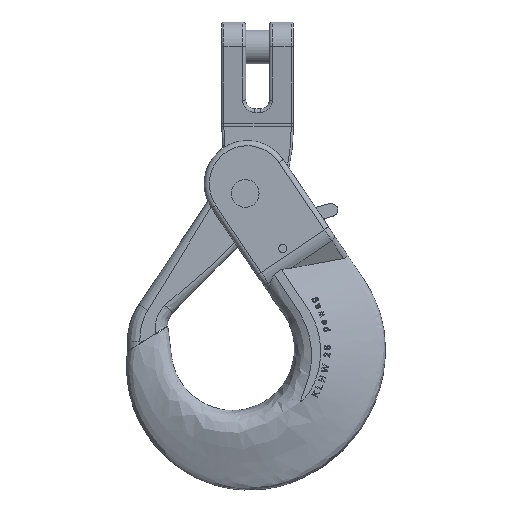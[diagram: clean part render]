
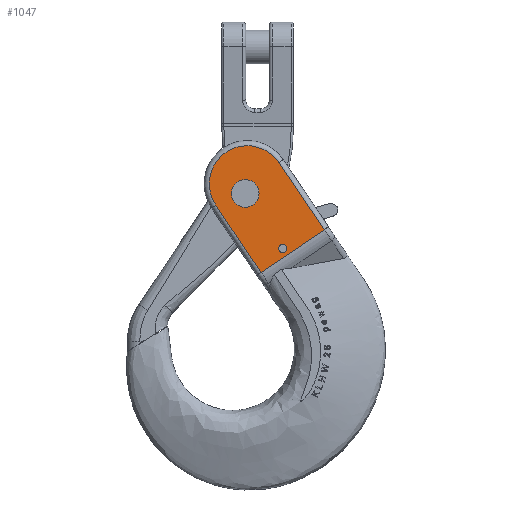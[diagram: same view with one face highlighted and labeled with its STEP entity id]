
A CAD part, top view. The second image highlights one B-rep face of the part: STEP entity #1047.
In plain terms, the highlighted planar face has unit normal (0, 0, 1).
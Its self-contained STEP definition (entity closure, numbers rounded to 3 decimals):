
#1047=ADVANCED_FACE('',(#1376,#1377,#1378),#1250,.T.);
#1250=PLANE('',#5248);
#1376=FACE_BOUND('',#1559,.T.);
#1377=FACE_BOUND('',#1560,.T.);
#1378=FACE_BOUND('',#1561,.T.);
#1559=EDGE_LOOP('',(#2564));
#1560=EDGE_LOOP('',(#2565));
#1561=EDGE_LOOP('',(#2566,#2567,#2568,#2569));
#1845=CIRCLE('',#5234,13.5);
#1847=CIRCLE('',#5237,4.);
#1851=CIRCLE('',#5247,37.176);
#2564=ORIENTED_EDGE('',*,*,#4179,.F.);
#2565=ORIENTED_EDGE('',*,*,#4177,.F.);
#2566=ORIENTED_EDGE('',*,*,#4202,.T.);
#2567=ORIENTED_EDGE('',*,*,#4203,.T.);
#2568=ORIENTED_EDGE('',*,*,#4204,.T.);
#2569=ORIENTED_EDGE('',*,*,#4205,.T.);
#3607=VERTEX_POINT('',#10596);
#3609=VERTEX_POINT('',#10601);
#3626=VERTEX_POINT('',#10698);
#3627=VERTEX_POINT('',#10699);
#3628=VERTEX_POINT('',#10701);
#3629=VERTEX_POINT('',#10703);
#4177=EDGE_CURVE('',#3607,#3607,#1845,.T.);
#4179=EDGE_CURVE('',#3609,#3609,#1847,.T.);
#4202=EDGE_CURVE('',#3626,#3627,#4613,.T.);
#4203=EDGE_CURVE('',#3627,#3628,#4614,.T.);
#4204=EDGE_CURVE('',#3628,#3629,#1851,.T.);
#4205=EDGE_CURVE('',#3629,#3626,#4615,.T.);
#4613=LINE('',#10697,#4845);
#4614=LINE('',#10700,#4846);
#4615=LINE('',#10704,#4847);
#4845=VECTOR('',#5904,1.);
#4846=VECTOR('',#5905,1.);
#4847=VECTOR('',#5908,1.);
#5234=AXIS2_PLACEMENT_3D('',#10595,#5864,#5865);
#5237=AXIS2_PLACEMENT_3D('',#10600,#5870,#5871);
#5247=AXIS2_PLACEMENT_3D('',#10702,#5906,#5907);
#5248=AXIS2_PLACEMENT_3D('',#10705,#5909,#5910);
#5864=DIRECTION('',(0.,0.,1.));
#5865=DIRECTION('',(1.,0.,0.));
#5870=DIRECTION('',(0.,0.,1.));
#5871=DIRECTION('',(1.,0.,0.));
#5904=DIRECTION('',(0.829,0.559,0.));
#5905=DIRECTION('',(-0.559,0.829,0.));
#5906=DIRECTION('',(0.,0.,1.));
#5907=DIRECTION('',(1.,0.,0.));
#5908=DIRECTION('',(0.559,-0.829,0.));
#5909=DIRECTION('',(0.,0.,1.));
#5910=DIRECTION('',(1.,0.,0.));
#10595=CARTESIAN_POINT('',(12.246,151.6,32.));
#10596=CARTESIAN_POINT('',(25.746,151.6,32.));
#10600=CARTESIAN_POINT('',(48.843,97.88,32.));
#10601=CARTESIAN_POINT('',(52.843,97.88,32.));
#10697=CARTESIAN_POINT('',(93.518,118.919,32.));
#10698=CARTESIAN_POINT('',(27.732,74.546,32.));
#10699=CARTESIAN_POINT('',(89.373,116.123,32.));
#10700=CARTESIAN_POINT('',(45.062,181.817,32.));
#10701=CARTESIAN_POINT('',(45.062,181.817,32.));
#10702=CARTESIAN_POINT('',(14.242,161.028,32.));
#10703=CARTESIAN_POINT('',(-16.579,140.239,32.));
#10704=CARTESIAN_POINT('',(27.732,74.546,32.));
#10705=CARTESIAN_POINT('',(80.681,67.578,32.));
